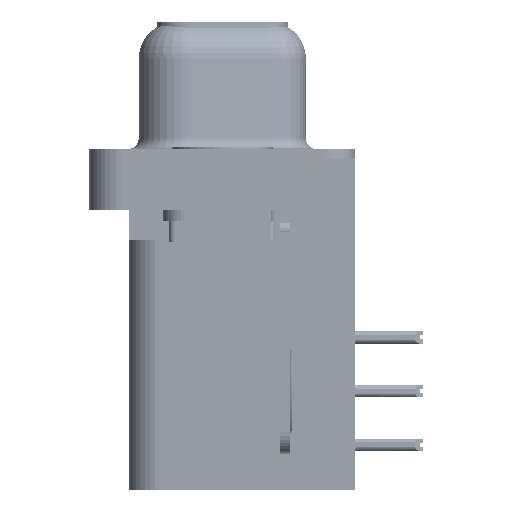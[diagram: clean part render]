
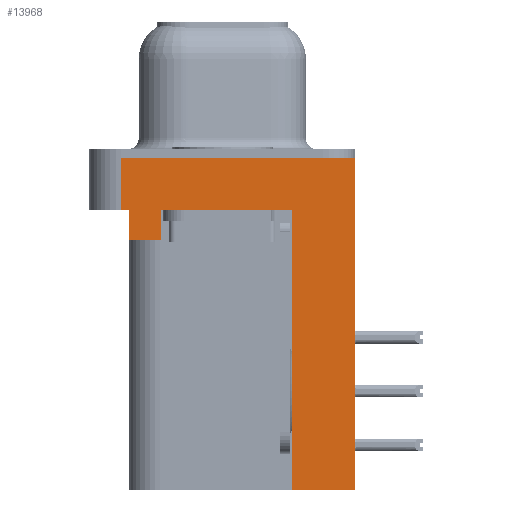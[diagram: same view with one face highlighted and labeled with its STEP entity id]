
A CAD part, left-side view. The second image highlights one B-rep face of the part: STEP entity #13968.
In plain terms, the highlighted planar face has unit normal (-1, 0, 0).
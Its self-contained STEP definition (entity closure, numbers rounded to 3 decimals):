
#119 = VERTEX_POINT ( 'NONE', #20896 ) ;
#175 = LINE ( 'NONE', #25986, #31279 ) ;
#1228 = CARTESIAN_POINT ( 'NONE',  ( -2.91, 4.775, -2.5 ) ) ;
#1614 = VERTEX_POINT ( 'NONE', #32535 ) ;
#2179 = LINE ( 'NONE', #17508, #31927 ) ;
#3820 = CARTESIAN_POINT ( 'NONE',  ( -2.91, 4.425, -3.9 ) ) ;
#4619 = VERTEX_POINT ( 'NONE', #7645 ) ;
#6040 = EDGE_CURVE ( 'NONE', #119, #44758, #29169, .T. ) ;
#6179 = ORIENTED_EDGE ( 'NONE', *, *, #36536, .F. ) ;
#6207 = VERTEX_POINT ( 'NONE', #30236 ) ;
#6638 = ORIENTED_EDGE ( 'NONE', *, *, #50095, .F. ) ;
#7520 = EDGE_LOOP ( 'NONE', ( #37555, #6179, #38199, #10084, #41828, #41230, #45507, #52398, #6638, #26283 ) ) ;
#7645 = CARTESIAN_POINT ( 'NONE',  ( -2.91, 4.425, -3.9 ) ) ;
#7885 = AXIS2_PLACEMENT_3D ( 'NONE', #39731, #15641, #43815 ) ;
#8269 = VECTOR ( 'NONE', #10485, 1000. ) ;
#8438 = EDGE_CURVE ( 'NONE', #41979, #19374, #44705, .T. ) ;
#9756 = VERTEX_POINT ( 'NONE', #40102 ) ;
#10084 = ORIENTED_EDGE ( 'NONE', *, *, #44631, .F. ) ;
#10485 = DIRECTION ( 'NONE',  ( 0., -1., 0. ) ) ;
#11544 = PLANE ( 'NONE',  #7885 ) ;
#12418 = DIRECTION ( 'NONE',  ( 0., 1., 0. ) ) ;
#13356 = LINE ( 'NONE', #1228, #34847 ) ;
#13968 = ADVANCED_FACE ( 'NONE', ( #14812 ), #11544, .T. ) ;
#14535 = VERTEX_POINT ( 'NONE', #16982 ) ;
#14812 = FACE_OUTER_BOUND ( 'NONE', #7520, .T. ) ;
#15101 = VECTOR ( 'NONE', #27814, 1000. ) ;
#15641 = DIRECTION ( 'NONE',  ( -1., 0., 0. ) ) ;
#15715 = DIRECTION ( 'NONE',  ( 0., 0., 1. ) ) ;
#16115 = DIRECTION ( 'NONE',  ( 0., 1., 0. ) ) ;
#16837 = CARTESIAN_POINT ( 'NONE',  ( -2.91, -6.275, -15.7 ) ) ;
#16982 = CARTESIAN_POINT ( 'NONE',  ( -2.91, -3.295, -15.7 ) ) ;
#17064 = CARTESIAN_POINT ( 'NONE',  ( -2.91, -6.275, -2.5 ) ) ;
#17508 = CARTESIAN_POINT ( 'NONE',  ( -2.91, -6.275, 0. ) ) ;
#19132 = LINE ( 'NONE', #22569, #8269 ) ;
#19374 = VERTEX_POINT ( 'NONE', #42377 ) ;
#19799 = CARTESIAN_POINT ( 'NONE',  ( -2.91, 4.425, -3.9 ) ) ;
#20896 = CARTESIAN_POINT ( 'NONE',  ( -2.91, 2.895, -2.5 ) ) ;
#21756 = VECTOR ( 'NONE', #16115, 1000. ) ;
#22569 = CARTESIAN_POINT ( 'NONE',  ( -2.91, -6.275, -2.5 ) ) ;
#24203 = CARTESIAN_POINT ( 'NONE',  ( -2.91, -3.295, -15.7 ) ) ;
#24853 = CARTESIAN_POINT ( 'NONE',  ( -2.91, -3.295, -2.5 ) ) ;
#25363 = EDGE_CURVE ( 'NONE', #31880, #19374, #2179, .T. ) ;
#25986 = CARTESIAN_POINT ( 'NONE',  ( -2.91, 2.895, -3.9 ) ) ;
#26283 = ORIENTED_EDGE ( 'NONE', *, *, #8438, .T. ) ;
#26755 = EDGE_CURVE ( 'NONE', #1614, #4619, #43116, .T. ) ;
#27814 = DIRECTION ( 'NONE',  ( 0., 0., 1. ) ) ;
#29048 = LINE ( 'NONE', #19799, #49283 ) ;
#29169 = LINE ( 'NONE', #17064, #39864 ) ;
#29564 = DIRECTION ( 'NONE',  ( 0., 0., 1. ) ) ;
#29647 = LINE ( 'NONE', #40575, #42870 ) ;
#30236 = CARTESIAN_POINT ( 'NONE',  ( -2.91, 4.775, -2.5 ) ) ;
#31279 = VECTOR ( 'NONE', #37931, 1000. ) ;
#31880 = VERTEX_POINT ( 'NONE', #49212 ) ;
#31927 = VECTOR ( 'NONE', #49581, 1000. ) ;
#32503 = DIRECTION ( 'NONE',  ( 0., 0., 1. ) ) ;
#32535 = CARTESIAN_POINT ( 'NONE',  ( -2.91, 2.895, -3.9 ) ) ;
#33160 = EDGE_CURVE ( 'NONE', #1614, #119, #175, .T. ) ;
#34847 = VECTOR ( 'NONE', #29564, 1000. ) ;
#36536 = EDGE_CURVE ( 'NONE', #6207, #31880, #13356, .T. ) ;
#37555 = ORIENTED_EDGE ( 'NONE', *, *, #25363, .F. ) ;
#37931 = DIRECTION ( 'NONE',  ( 0., 0., 1. ) ) ;
#38083 = VECTOR ( 'NONE', #32503, 1000. ) ;
#38199 = ORIENTED_EDGE ( 'NONE', *, *, #48381, .T. ) ;
#39731 = CARTESIAN_POINT ( 'NONE',  ( -2.91, -6.275, -2.5 ) ) ;
#39864 = VECTOR ( 'NONE', #45053, 1000. ) ;
#40102 = CARTESIAN_POINT ( 'NONE',  ( -2.91, 4.425, -2.5 ) ) ;
#40575 = CARTESIAN_POINT ( 'NONE',  ( -2.91, -3.295, -15.7 ) ) ;
#41230 = ORIENTED_EDGE ( 'NONE', *, *, #33160, .T. ) ;
#41828 = ORIENTED_EDGE ( 'NONE', *, *, #26755, .F. ) ;
#41979 = VERTEX_POINT ( 'NONE', #16837 ) ;
#42377 = CARTESIAN_POINT ( 'NONE',  ( -2.91, -6.275, 0. ) ) ;
#42870 = VECTOR ( 'NONE', #12418, 1000. ) ;
#43116 = LINE ( 'NONE', #3820, #21756 ) ;
#43815 = DIRECTION ( 'NONE',  ( 0., 0., 1. ) ) ;
#44020 = CARTESIAN_POINT ( 'NONE',  ( -2.91, -6.275, -2.5 ) ) ;
#44631 = EDGE_CURVE ( 'NONE', #4619, #9756, #29048, .T. ) ;
#44705 = LINE ( 'NONE', #44020, #15101 ) ;
#44758 = VERTEX_POINT ( 'NONE', #24853 ) ;
#45053 = DIRECTION ( 'NONE',  ( 0., -1., 0. ) ) ;
#45507 = ORIENTED_EDGE ( 'NONE', *, *, #6040, .T. ) ;
#47393 = EDGE_CURVE ( 'NONE', #14535, #44758, #48826, .T. ) ;
#48381 = EDGE_CURVE ( 'NONE', #6207, #9756, #19132, .T. ) ;
#48826 = LINE ( 'NONE', #24203, #38083 ) ;
#49212 = CARTESIAN_POINT ( 'NONE',  ( -2.91, 4.775, 0. ) ) ;
#49283 = VECTOR ( 'NONE', #15715, 1000. ) ;
#49581 = DIRECTION ( 'NONE',  ( 0., -1., 0. ) ) ;
#50095 = EDGE_CURVE ( 'NONE', #41979, #14535, #29647, .T. ) ;
#52398 = ORIENTED_EDGE ( 'NONE', *, *, #47393, .F. ) ;
